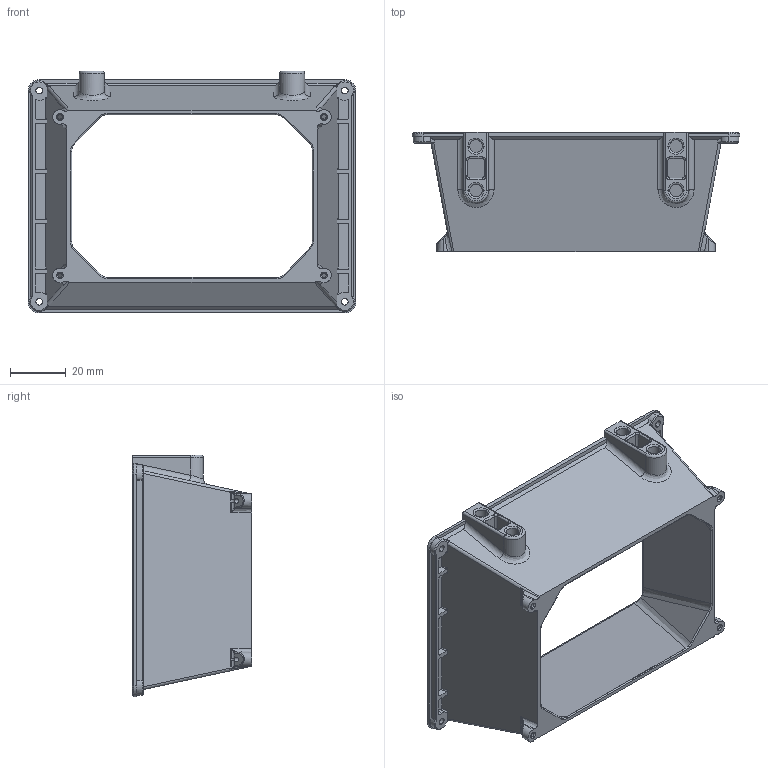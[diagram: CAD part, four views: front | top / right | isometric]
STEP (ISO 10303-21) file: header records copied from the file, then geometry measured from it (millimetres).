
FILE_DESCRIPTION (( 'STEP AP203' ), '1' );
FILE_NAME ('25c-p001f reflector box housing.step', '2025-07-26T04:31:34', ( '' ), ( '' ), '', '', '' );
FILE_SCHEMA (( 'CONFIG_CONTROL_DESIGN' ));
Length unit declared in the file: millimetre
Products named in the file (1): 25c-p001f reflector box housing
Bounding box: 118 x 42.9 x 87 mm (x, y, z)
Volume: 36390.6 mm3; surface area: 35284.4 mm2
Topology: 1 solids, 1 shells, 392 faces, 1031 edges, 640 vertices
Faces by surface type: cylinder 164, plane 106, bspline 74, cone 30, torus 18
Entity records: 14436 total; most frequent: CARTESIAN_POINT 5522, ORIENTED_EDGE 2046, DIRECTION 1647, EDGE_CURVE 1023, VERTEX_POINT 640, AXIS2_PLACEMENT_3D 609, LINE 429, VECTOR 429
